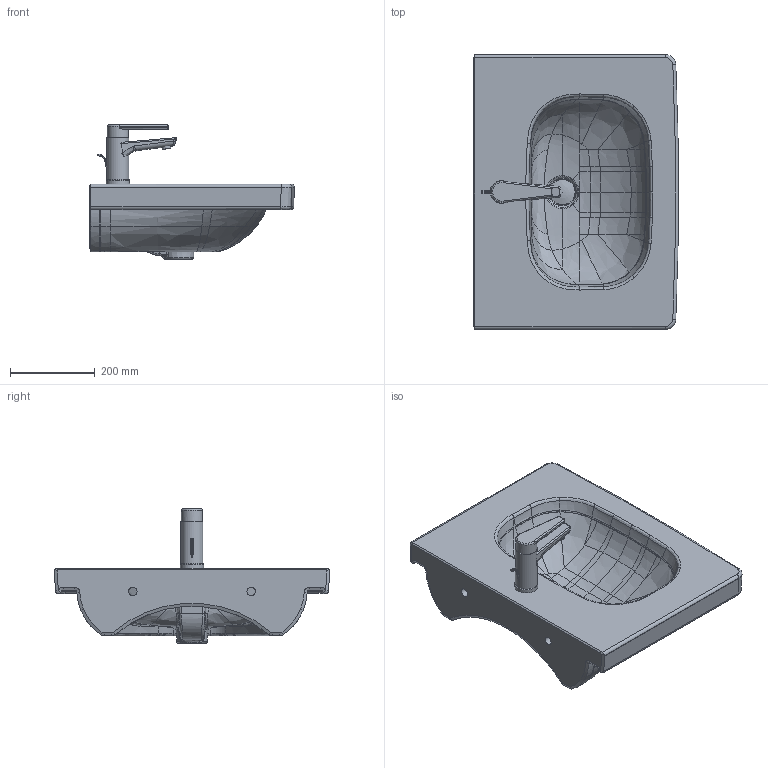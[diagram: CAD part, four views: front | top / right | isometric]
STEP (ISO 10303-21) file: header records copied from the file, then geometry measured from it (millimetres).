
FILE_DESCRIPTION((''),'2;1');
FILE_NAME('034265.stp','2012-10-14T14:20:53',('Administrator'),(''),'Autodesk Inventor 2011','Autodesk Inventor 2011','');
FILE_SCHEMA(('CONFIG_CONTROL_DESIGN'));
Length unit declared in the file: millimetre
Products named in the file (10): 034265; Baterrie_WT; hebel1; Hebel2; hebel3; Neoperl; Halter2starck1; Stopfen; Kelch
Assembly tree (9 placements, depth 3):
  034265
    034265
    Baterrie_WT
      hebel1
      Hebel2
      hebel3
      Neoperl
      Halter2starck1
    Stopfen
    Kelch
Bounding box: 484.24 x 650 x 317 mm (x, y, z)
Volume: 18769338.5 mm3; surface area: 1125129.1 mm2
Topology: 8 solids, 8 shells, 614 faces, 1407 edges, 796 vertices
Faces by surface type: bspline 415, cylinder 86, plane 69, torus 21, cone 15, sphere 8
Full cylindrical faces by diameter (mm): 16 x1, 20 x3, 25 x1, 35 x1, 42 x1, 44 x1, 46 x1, 46.241 x1, 50 x1, 52 x1, 55 x1, 60 x1
Entity records: 69417 total; most frequent: CARTESIAN_POINT 57856, ORIENTED_EDGE 2728, DIRECTION 1597, EDGE_CURVE 1364, VERTEX_POINT 789, AXIS2_PLACEMENT_3D 689, B_SPLINE_CURVE_WITH_KNOTS 676, EDGE_LOOP 649
